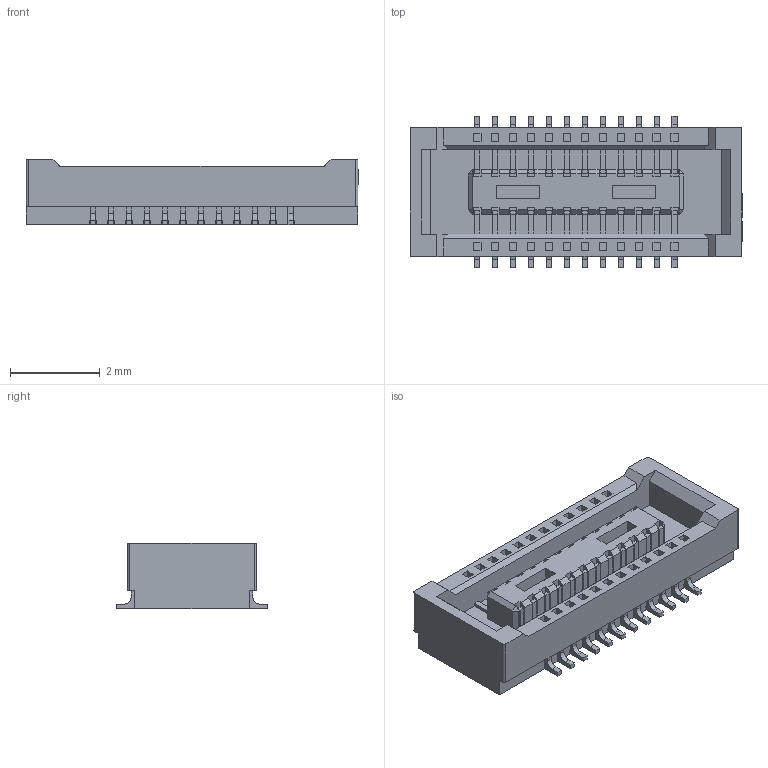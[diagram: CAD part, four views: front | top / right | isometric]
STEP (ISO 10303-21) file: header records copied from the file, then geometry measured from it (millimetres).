
FILE_DESCRIPTION (( 'STEP AP214' ), '1' );
FILE_NAME ('CONN-SMD_DF40C-24DS-0.4V51.step', '2022-08-01T06:47:51', ( '' ), ( '' ), 'SwSTEP 2.0', 'SolidWorks 2020', '' );
FILE_SCHEMA (( 'AUTOMOTIVE_DESIGN' ));
Length unit declared in the file: millimetre
Products named in the file (1): CONN-SMD_DF40C-24DS-0.4V51
Bounding box: 7.4 x 3.38 x 1.45 mm (x, y, z)
Volume: 21.3 mm3; surface area: 122.9 mm2
Topology: 14 solids, 14 shells, 1044 faces, 2934 edges, 1952 vertices
Faces by surface type: plane 902, bspline 114, cylinder 28
Entity records: 45555 total; most frequent: CARTESIAN_POINT 8293, ORIENTED_EDGE 5868, DIRECTION 4620, EDGE_CURVE 2934, LINE 2646, VECTOR 2646, VERTEX_POINT 1952, EDGE_LOOP 1090
